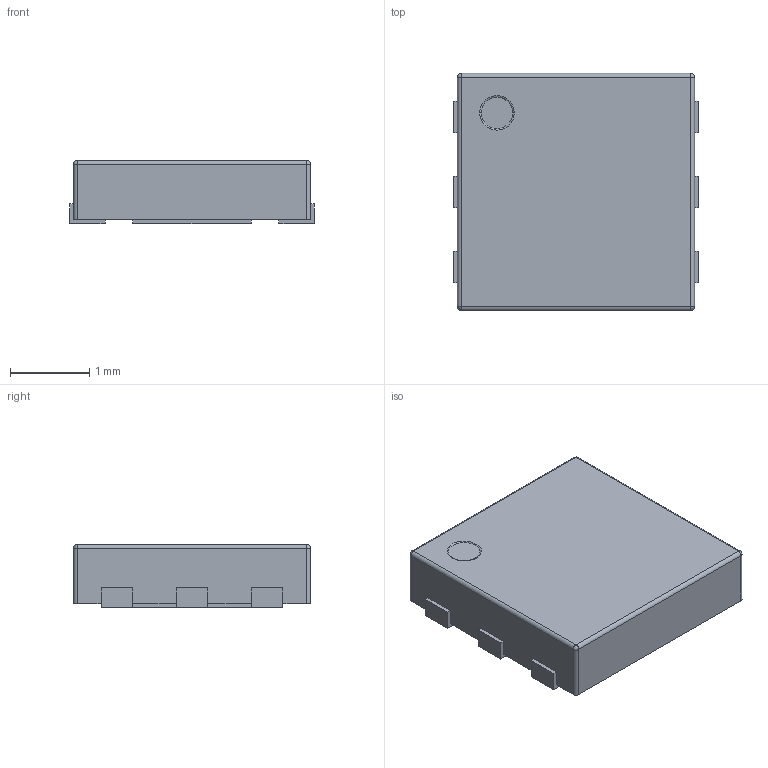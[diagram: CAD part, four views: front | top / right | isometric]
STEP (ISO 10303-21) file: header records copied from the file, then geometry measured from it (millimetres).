
FILE_DESCRIPTION(('FreeCAD Model'),'2;1');
FILE_NAME('DFN-6-1EP_3x3mm_Pitch0.95mm.step','2016-04-07T20:39:26',( 'Author'),(''),'Open CASCADE STEP processor 6.8','FreeCAD','Unknown' );
FILE_SCHEMA(('AUTOMOTIVE_DESIGN_CC2 { 1 2 10303 214 -1 1 5 4 }'));
Length unit declared in the file: millimetre
Products named in the file (1): DFN-6-1EP_3x3mm_Pitch0.95mm
Bounding box: 3.1 x 3 x 0.8 mm (x, y, z)
Volume: 7 mm3; surface area: 27.9 mm2
Topology: 1 solids, 1 shells, 63 faces, 169 edges, 106 vertices
Faces by surface type: plane 49, cylinder 8, bspline 6
Entity records: 5742 total; most frequent: CARTESIAN_POINT 2039, DIRECTION 575, LINE 413, VECTOR 413, ORIENTED_EDGE 330, PCURVE 330, DEFINITIONAL_REPRESENTATION 330, EDGE_CURVE 165
